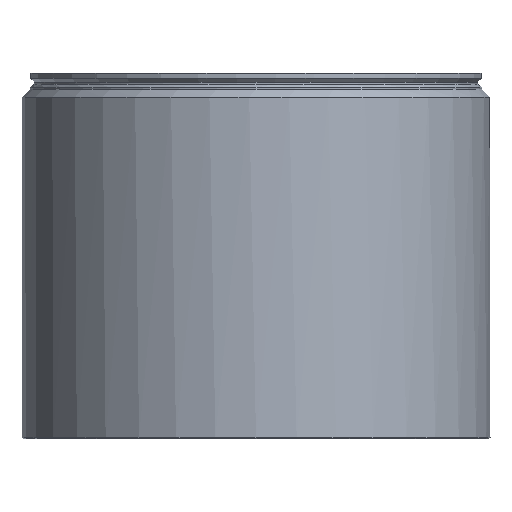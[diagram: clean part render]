
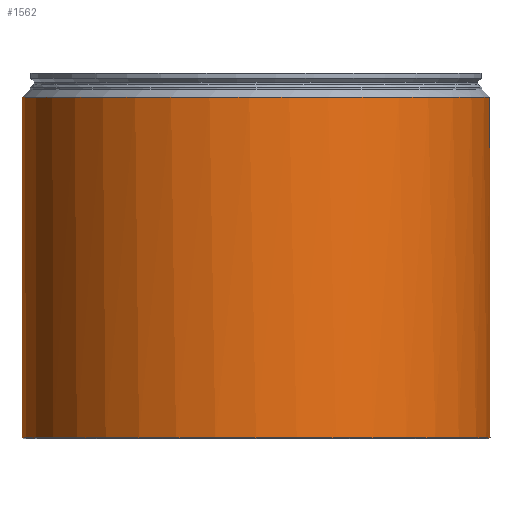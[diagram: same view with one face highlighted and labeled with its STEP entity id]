
A CAD part, front view. The second image highlights one B-rep face of the part: STEP entity #1562.
In plain terms, the highlighted cylindrical face has radius 46.2 mm (diameter 92.4 mm), a full revolution.
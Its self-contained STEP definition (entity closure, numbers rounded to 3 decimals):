
#206=FACE_OUTER_BOUND('',#298,.T.);
#298=EDGE_LOOP('',(#1452,#1453,#1454,#1455,#1456,#1457,#1458,#1459));
#354=CIRCLE('',#1660,46.2);
#357=CIRCLE('',#1668,46.2);
#358=CIRCLE('',#1669,46.2);
#365=CIRCLE('',#1697,46.2);
#472=LINE('',#3634,#599);
#475=LINE('',#3678,#602);
#492=LINE('',#3757,#619);
#599=VECTOR('',#1995,10.);
#602=VECTOR('',#2008,10.);
#619=VECTOR('',#2095,46.2);
#750=VERTEX_POINT('',#3629);
#751=VERTEX_POINT('',#3633);
#752=VERTEX_POINT('',#3639);
#760=VERTEX_POINT('',#3677);
#766=VERTEX_POINT('',#3701);
#772=VERTEX_POINT('',#3753);
#954=EDGE_CURVE('',#751,#750,#472,.T.);
#956=EDGE_CURVE('',#751,#752,#354,.T.);
#968=EDGE_CURVE('',#760,#752,#475,.T.);
#977=EDGE_CURVE('',#760,#766,#357,.T.);
#978=EDGE_CURVE('',#766,#750,#358,.T.);
#1000=EDGE_CURVE('',#772,#772,#365,.T.);
#1001=EDGE_CURVE('',#772,#766,#492,.T.);
#1452=ORIENTED_EDGE('',*,*,#1000,.F.);
#1453=ORIENTED_EDGE('',*,*,#1001,.T.);
#1454=ORIENTED_EDGE('',*,*,#977,.F.);
#1455=ORIENTED_EDGE('',*,*,#968,.T.);
#1456=ORIENTED_EDGE('',*,*,#956,.F.);
#1457=ORIENTED_EDGE('',*,*,#954,.T.);
#1458=ORIENTED_EDGE('',*,*,#978,.F.);
#1459=ORIENTED_EDGE('',*,*,#1001,.F.);
#1478=CYLINDRICAL_SURFACE('',#1698,46.2);
#1562=ADVANCED_FACE('',(#206),#1478,.T.);
#1660=AXIS2_PLACEMENT_3D('',#3640,#1998,#1999);
#1668=AXIS2_PLACEMENT_3D('',#3702,#2021,#2022);
#1669=AXIS2_PLACEMENT_3D('',#3703,#2023,#2024);
#1697=AXIS2_PLACEMENT_3D('',#3755,#2091,#2092);
#1698=AXIS2_PLACEMENT_3D('',#3756,#2093,#2094);
#1995=DIRECTION('',(0.,0.,1.));
#1998=DIRECTION('center_axis',(0.,0.,1.));
#1999=DIRECTION('ref_axis',(1.,0.,0.));
#2008=DIRECTION('',(0.,0.,-1.));
#2021=DIRECTION('center_axis',(0.,0.,1.));
#2022=DIRECTION('ref_axis',(1.,0.,0.));
#2023=DIRECTION('center_axis',(0.,0.,1.));
#2024=DIRECTION('ref_axis',(1.,0.,0.));
#2091=DIRECTION('center_axis',(0.,0.,-1.));
#2092=DIRECTION('ref_axis',(1.,0.,0.));
#2093=DIRECTION('center_axis',(0.,0.,-1.));
#2094=DIRECTION('ref_axis',(1.,0.,0.));
#2095=DIRECTION('',(0.,0.,1.));
#3629=CARTESIAN_POINT('',(19.247,43.,-6.7));
#3633=CARTESIAN_POINT('',(19.247,43.,-11.));
#3634=CARTESIAN_POINT('',(19.247,43.,-5.1));
#3639=CARTESIAN_POINT('',(-19.247,43.,-11.));
#3640=CARTESIAN_POINT('Origin',(0.,1.,-11.));
#3677=CARTESIAN_POINT('',(-19.247,43.,-6.7));
#3678=CARTESIAN_POINT('',(-19.247,43.,-5.1));
#3701=CARTESIAN_POINT('',(-46.2,1.,-6.7));
#3702=CARTESIAN_POINT('Origin',(0.,1.,-6.7));
#3703=CARTESIAN_POINT('Origin',(0.,1.,-6.7));
#3753=CARTESIAN_POINT('',(-46.2,1.,-73.9));
#3755=CARTESIAN_POINT('Origin',(0.,1.,-73.9));
#3756=CARTESIAN_POINT('Origin',(0.,1.,-10.1));
#3757=CARTESIAN_POINT('',(-46.2,1.,-10.1));
